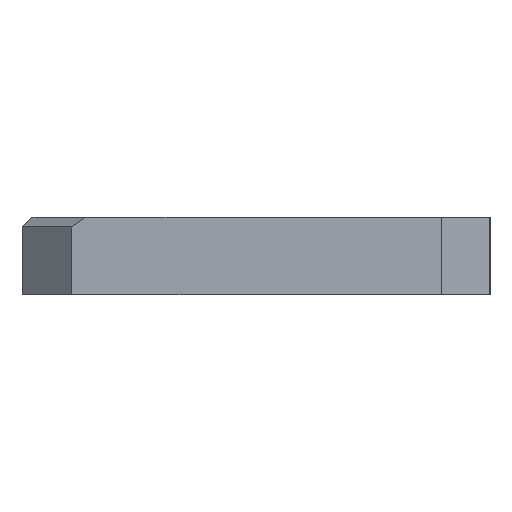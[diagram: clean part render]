
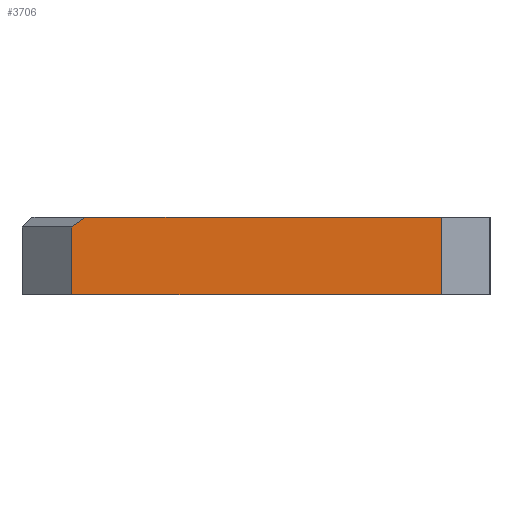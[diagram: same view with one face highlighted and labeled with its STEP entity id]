
A CAD part, left-side view. The second image highlights one B-rep face of the part: STEP entity #3706.
In plain terms, the highlighted planar face has unit normal (-1, 0, 0).
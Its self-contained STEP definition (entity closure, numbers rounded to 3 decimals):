
#10 = VERTEX_POINT ( 'NONE', #1362 ) ;
#29 = EDGE_LOOP ( 'NONE', ( #4819, #883, #2774, #1057, #2096 ) ) ;
#238 = CARTESIAN_POINT ( 'NONE',  ( -134.597, 103.093, 8.942 ) ) ;
#386 = CARTESIAN_POINT ( 'NONE',  ( -134.597, 22.128, 213.491 ) ) ;
#597 = VERTEX_POINT ( 'NONE', #3988 ) ;
#650 = LINE ( 'NONE', #238, #1586 ) ;
#770 = DIRECTION ( 'NONE',  ( 0., 0., -1. ) ) ;
#831 = DIRECTION ( 'NONE',  ( 0., 0., -1. ) ) ;
#883 = ORIENTED_EDGE ( 'NONE', *, *, #3948, .T. ) ;
#1057 = ORIENTED_EDGE ( 'NONE', *, *, #4948, .T. ) ;
#1201 = LINE ( 'NONE', #4965, #5029 ) ;
#1228 = EDGE_CURVE ( 'NONE', #3765, #4704, #1201, .T. ) ;
#1362 = CARTESIAN_POINT ( 'NONE',  ( -134.597, 22.128, 0. ) ) ;
#1510 = LINE ( 'NONE', #386, #4161 ) ;
#1568 = DIRECTION ( 'NONE',  ( 0., 1., 0. ) ) ;
#1586 = VECTOR ( 'NONE', #1848, 1000. ) ;
#1848 = DIRECTION ( 'NONE',  ( 0., 0.816, -0.577 ) ) ;
#1974 = LINE ( 'NONE', #3140, #4766 ) ;
#1987 = DIRECTION ( 'NONE',  ( 0., 0., -1. ) ) ;
#2049 = CARTESIAN_POINT ( 'NONE',  ( -134.597, 96.435, 0. ) ) ;
#2096 = ORIENTED_EDGE ( 'NONE', *, *, #5048, .F. ) ;
#2419 = FACE_OUTER_BOUND ( 'NONE', #29, .T. ) ;
#2512 = DIRECTION ( 'NONE',  ( 0., -1., 0. ) ) ;
#2774 = ORIENTED_EDGE ( 'NONE', *, *, #3290, .T. ) ;
#3019 = LINE ( 'NONE', #2049, #3828 ) ;
#3130 = CARTESIAN_POINT ( 'NONE',  ( -134.597, 96.435, 213.491 ) ) ;
#3140 = CARTESIAN_POINT ( 'NONE',  ( -134.597, 96.435, 213.491 ) ) ;
#3290 = EDGE_CURVE ( 'NONE', #3773, #597, #1974, .T. ) ;
#3542 = CARTESIAN_POINT ( 'NONE',  ( -134.597, 96.435, 13.65 ) ) ;
#3706 = ADVANCED_FACE ( 'NONE', ( #2419 ), #4003, .F. ) ;
#3765 = VERTEX_POINT ( 'NONE', #3929 ) ;
#3773 = VERTEX_POINT ( 'NONE', #3542 ) ;
#3796 = AXIS2_PLACEMENT_3D ( 'NONE', #3130, #4744, #1987 ) ;
#3828 = VECTOR ( 'NONE', #2512, 1000. ) ;
#3929 = CARTESIAN_POINT ( 'NONE',  ( -134.597, 22.128, 15.65 ) ) ;
#3948 = EDGE_CURVE ( 'NONE', #4704, #3773, #650, .T. ) ;
#3988 = CARTESIAN_POINT ( 'NONE',  ( -134.597, 96.435, 0. ) ) ;
#4003 = PLANE ( 'NONE',  #3796 ) ;
#4161 = VECTOR ( 'NONE', #770, 1000. ) ;
#4640 = CARTESIAN_POINT ( 'NONE',  ( -134.597, 93.606, 15.65 ) ) ;
#4704 = VERTEX_POINT ( 'NONE', #4640 ) ;
#4744 = DIRECTION ( 'NONE',  ( 1., 0., 0. ) ) ;
#4766 = VECTOR ( 'NONE', #831, 1000. ) ;
#4819 = ORIENTED_EDGE ( 'NONE', *, *, #1228, .T. ) ;
#4948 = EDGE_CURVE ( 'NONE', #597, #10, #3019, .T. ) ;
#4965 = CARTESIAN_POINT ( 'NONE',  ( -134.597, 96.435, 15.65 ) ) ;
#5029 = VECTOR ( 'NONE', #1568, 1000. ) ;
#5048 = EDGE_CURVE ( 'NONE', #3765, #10, #1510, .T. ) ;
